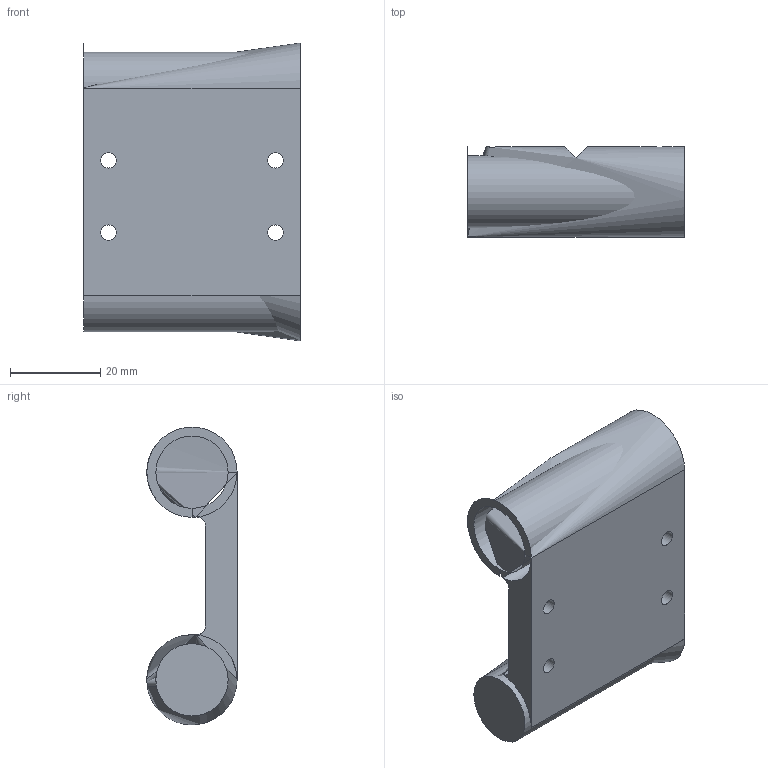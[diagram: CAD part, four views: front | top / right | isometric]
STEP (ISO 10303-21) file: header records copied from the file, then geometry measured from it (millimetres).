
FILE_DESCRIPTION(('FreeCAD Model'),'2;1');
FILE_NAME('Open CASCADE Shape Model','2023-04-16T17:38:54',('Author'),( ''),'Open CASCADE STEP processor 7.5','FreeCAD','Unknown');
FILE_SCHEMA(('AUTOMOTIVE_DESIGN { 1 0 10303 214 1 1 1 1 }'));
Length unit declared in the file: millimetre
Products named in the file (1): motor.clamp
Bounding box: 48 x 20 x 66 mm (x, y, z)
Surface area: 14185.2 mm2 (no closed solid volume)
Topology: 0 solids, 1 shells, 58 faces, 160 edges, 104 vertices
Faces by surface type: plane 36, cylinder 16, bspline 6
Full cylindrical faces by diameter (mm): 2.8 x4, 3.4 x4, 16 x2
Entity records: 5358 total; most frequent: CARTESIAN_POINT 2365, DIRECTION 480, ORIENTED_EDGE 316, PCURVE 316, DEFINITIONAL_REPRESENTATION 316, LINE 286, VECTOR 286, EDGE_CURVE 158
